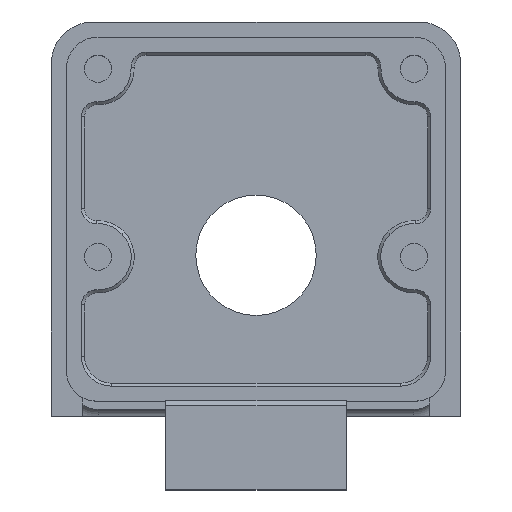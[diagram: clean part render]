
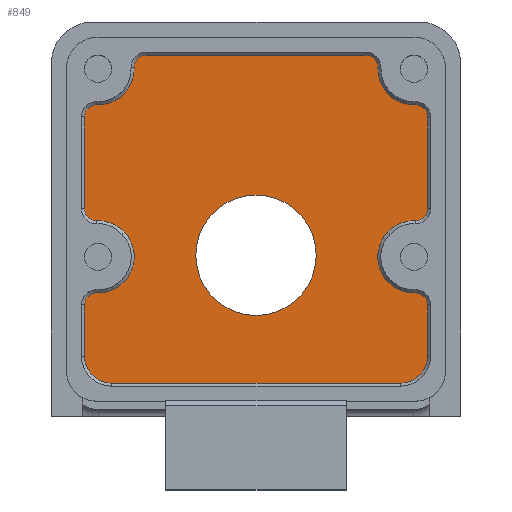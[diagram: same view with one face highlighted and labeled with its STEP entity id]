
A CAD part, top view. The second image highlights one B-rep face of the part: STEP entity #849.
In plain terms, the highlighted planar face has unit normal (0, 0, 1).
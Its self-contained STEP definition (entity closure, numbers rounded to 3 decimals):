
#353 = VERTEX_POINT('',#354);
#354 = CARTESIAN_POINT('',(9.,42.1,9.5));
#360 = EDGE_CURVE('',#353,#353,#361,.T.);
#361 = CIRCLE('',#362,4.);
#362 = AXIS2_PLACEMENT_3D('',#363,#364,#365);
#363 = CARTESIAN_POINT('',(5.,42.1,9.5));
#364 = DIRECTION('',(0.,0.,1.));
#365 = DIRECTION('',(1.,0.,0.));
#849 = ADVANCED_FACE('',(#850,#1026),#1029,.F.);
#850 = FACE_BOUND('',#851,.F.);
#851 = EDGE_LOOP('',(#852,#862,#871,#880,#889,#897,#906,#915,#924,#932,
    #941,#950,#959,#967,#976,#984,#993,#1001,#1010,#1019));
#852 = ORIENTED_EDGE('',*,*,#853,.T.);
#853 = EDGE_CURVE('',#854,#856,#858,.T.);
#854 = VERTEX_POINT('',#855);
#855 = CARTESIAN_POINT('',(-6.4,45.198,9.5));
#856 = VERTEX_POINT('',#857);
#857 = CARTESIAN_POINT('',(-6.4,51.302,9.5));
#858 = LINE('',#859,#860);
#859 = CARTESIAN_POINT('',(-6.4,45.198,9.5));
#860 = VECTOR('',#861,1.);
#861 = DIRECTION('',(0.,1.,0.));
#862 = ORIENTED_EDGE('',*,*,#863,.T.);
#863 = EDGE_CURVE('',#856,#864,#866,.T.);
#864 = VERTEX_POINT('',#865);
#865 = CARTESIAN_POINT('',(-5.575,52.101,9.5));
#866 = CIRCLE('',#867,0.8);
#867 = AXIS2_PLACEMENT_3D('',#868,#869,#870);
#868 = CARTESIAN_POINT('',(-5.6,51.302,9.5));
#869 = DIRECTION('',(0.,0.,-1.));
#870 = DIRECTION('',(-1.,0.,0.));
#871 = ORIENTED_EDGE('',*,*,#872,.T.);
#872 = EDGE_CURVE('',#864,#873,#875,.T.);
#873 = VERTEX_POINT('',#874);
#874 = CARTESIAN_POINT('',(-3.101,54.575,9.5));
#875 = CIRCLE('',#876,2.4);
#876 = AXIS2_PLACEMENT_3D('',#877,#878,#879);
#877 = CARTESIAN_POINT('',(-5.5,54.5,9.5));
#878 = DIRECTION('',(-0.,0.,1.));
#879 = DIRECTION('',(-0.031,-1.,-0.));
#880 = ORIENTED_EDGE('',*,*,#881,.T.);
#881 = EDGE_CURVE('',#873,#882,#884,.T.);
#882 = VERTEX_POINT('',#883);
#883 = CARTESIAN_POINT('',(-2.302,55.4,9.5));
#884 = CIRCLE('',#885,0.8);
#885 = AXIS2_PLACEMENT_3D('',#886,#887,#888);
#886 = CARTESIAN_POINT('',(-2.302,54.6,9.5));
#887 = DIRECTION('',(0.,0.,-1.));
#888 = DIRECTION('',(-1.,-0.031,-0.));
#889 = ORIENTED_EDGE('',*,*,#890,.T.);
#890 = EDGE_CURVE('',#882,#891,#893,.T.);
#891 = VERTEX_POINT('',#892);
#892 = CARTESIAN_POINT('',(12.302,55.4,9.5));
#893 = LINE('',#894,#895);
#894 = CARTESIAN_POINT('',(-2.302,55.4,9.5));
#895 = VECTOR('',#896,1.);
#896 = DIRECTION('',(1.,0.,0.));
#897 = ORIENTED_EDGE('',*,*,#898,.T.);
#898 = EDGE_CURVE('',#891,#899,#901,.T.);
#899 = VERTEX_POINT('',#900);
#900 = CARTESIAN_POINT('',(13.101,54.575,9.5));
#901 = CIRCLE('',#902,0.8);
#902 = AXIS2_PLACEMENT_3D('',#903,#904,#905);
#903 = CARTESIAN_POINT('',(12.302,54.6,9.5));
#904 = DIRECTION('',(0.,0.,-1.));
#905 = DIRECTION('',(0.,1.,0.));
#906 = ORIENTED_EDGE('',*,*,#907,.T.);
#907 = EDGE_CURVE('',#899,#908,#910,.T.);
#908 = VERTEX_POINT('',#909);
#909 = CARTESIAN_POINT('',(15.575,52.101,9.5));
#910 = CIRCLE('',#911,2.4);
#911 = AXIS2_PLACEMENT_3D('',#912,#913,#914);
#912 = CARTESIAN_POINT('',(15.5,54.5,9.5));
#913 = DIRECTION('',(0.,-0.,1.));
#914 = DIRECTION('',(-1.,0.031,0.));
#915 = ORIENTED_EDGE('',*,*,#916,.T.);
#916 = EDGE_CURVE('',#908,#917,#919,.T.);
#917 = VERTEX_POINT('',#918);
#918 = CARTESIAN_POINT('',(16.4,51.302,9.5));
#919 = CIRCLE('',#920,0.8);
#920 = AXIS2_PLACEMENT_3D('',#921,#922,#923);
#921 = CARTESIAN_POINT('',(15.6,51.302,9.5));
#922 = DIRECTION('',(0.,0.,-1.));
#923 = DIRECTION('',(-0.031,1.,0.));
#924 = ORIENTED_EDGE('',*,*,#925,.T.);
#925 = EDGE_CURVE('',#917,#926,#928,.T.);
#926 = VERTEX_POINT('',#927);
#927 = CARTESIAN_POINT('',(16.4,45.198,9.5));
#928 = LINE('',#929,#930);
#929 = CARTESIAN_POINT('',(16.4,51.302,9.5));
#930 = VECTOR('',#931,1.);
#931 = DIRECTION('',(0.,-1.,0.));
#932 = ORIENTED_EDGE('',*,*,#933,.T.);
#933 = EDGE_CURVE('',#926,#934,#936,.T.);
#934 = VERTEX_POINT('',#935);
#935 = CARTESIAN_POINT('',(15.575,44.399,9.5));
#936 = CIRCLE('',#937,0.8);
#937 = AXIS2_PLACEMENT_3D('',#938,#939,#940);
#938 = CARTESIAN_POINT('',(15.6,45.198,9.5));
#939 = DIRECTION('',(0.,0.,-1.));
#940 = DIRECTION('',(1.,0.,0.));
#941 = ORIENTED_EDGE('',*,*,#942,.T.);
#942 = EDGE_CURVE('',#934,#943,#945,.T.);
#943 = VERTEX_POINT('',#944);
#944 = CARTESIAN_POINT('',(15.575,39.601,9.5));
#945 = CIRCLE('',#946,2.4);
#946 = AXIS2_PLACEMENT_3D('',#947,#948,#949);
#947 = CARTESIAN_POINT('',(15.5,42.,9.5));
#948 = DIRECTION('',(0.,-0.,1.));
#949 = DIRECTION('',(0.031,1.,0.));
#950 = ORIENTED_EDGE('',*,*,#951,.T.);
#951 = EDGE_CURVE('',#943,#952,#954,.T.);
#952 = VERTEX_POINT('',#953);
#953 = CARTESIAN_POINT('',(16.4,38.802,9.5));
#954 = CIRCLE('',#955,0.8);
#955 = AXIS2_PLACEMENT_3D('',#956,#957,#958);
#956 = CARTESIAN_POINT('',(15.6,38.802,9.5));
#957 = DIRECTION('',(0.,0.,-1.));
#958 = DIRECTION('',(-0.031,1.,0.));
#959 = ORIENTED_EDGE('',*,*,#960,.T.);
#960 = EDGE_CURVE('',#952,#961,#963,.T.);
#961 = VERTEX_POINT('',#962);
#962 = CARTESIAN_POINT('',(16.4,35.4,9.5));
#963 = LINE('',#964,#965);
#964 = CARTESIAN_POINT('',(16.4,38.802,9.5));
#965 = VECTOR('',#966,1.);
#966 = DIRECTION('',(0.,-1.,0.));
#967 = ORIENTED_EDGE('',*,*,#968,.T.);
#968 = EDGE_CURVE('',#961,#969,#971,.T.);
#969 = VERTEX_POINT('',#970);
#970 = CARTESIAN_POINT('',(14.6,33.6,9.5));
#971 = CIRCLE('',#972,1.8);
#972 = AXIS2_PLACEMENT_3D('',#973,#974,#975);
#973 = CARTESIAN_POINT('',(14.6,35.4,9.5));
#974 = DIRECTION('',(0.,0.,-1.));
#975 = DIRECTION('',(1.,0.,0.));
#976 = ORIENTED_EDGE('',*,*,#977,.T.);
#977 = EDGE_CURVE('',#969,#978,#980,.T.);
#978 = VERTEX_POINT('',#979);
#979 = CARTESIAN_POINT('',(-4.6,33.6,9.5));
#980 = LINE('',#981,#982);
#981 = CARTESIAN_POINT('',(14.6,33.6,9.5));
#982 = VECTOR('',#983,1.);
#983 = DIRECTION('',(-1.,0.,0.));
#984 = ORIENTED_EDGE('',*,*,#985,.T.);
#985 = EDGE_CURVE('',#978,#986,#988,.T.);
#986 = VERTEX_POINT('',#987);
#987 = CARTESIAN_POINT('',(-6.4,35.4,9.5));
#988 = CIRCLE('',#989,1.8);
#989 = AXIS2_PLACEMENT_3D('',#990,#991,#992);
#990 = CARTESIAN_POINT('',(-4.6,35.4,9.5));
#991 = DIRECTION('',(0.,0.,-1.));
#992 = DIRECTION('',(0.,-1.,0.));
#993 = ORIENTED_EDGE('',*,*,#994,.T.);
#994 = EDGE_CURVE('',#986,#995,#997,.T.);
#995 = VERTEX_POINT('',#996);
#996 = CARTESIAN_POINT('',(-6.4,38.802,9.5));
#997 = LINE('',#998,#999);
#998 = CARTESIAN_POINT('',(-6.4,35.4,9.5));
#999 = VECTOR('',#1000,1.);
#1000 = DIRECTION('',(0.,1.,0.));
#1001 = ORIENTED_EDGE('',*,*,#1002,.T.);
#1002 = EDGE_CURVE('',#995,#1003,#1005,.T.);
#1003 = VERTEX_POINT('',#1004);
#1004 = CARTESIAN_POINT('',(-5.575,39.601,9.5));
#1005 = CIRCLE('',#1006,0.8);
#1006 = AXIS2_PLACEMENT_3D('',#1007,#1008,#1009);
#1007 = CARTESIAN_POINT('',(-5.6,38.802,9.5));
#1008 = DIRECTION('',(0.,0.,-1.));
#1009 = DIRECTION('',(-1.,0.,0.));
#1010 = ORIENTED_EDGE('',*,*,#1011,.T.);
#1011 = EDGE_CURVE('',#1003,#1012,#1014,.T.);
#1012 = VERTEX_POINT('',#1013);
#1013 = CARTESIAN_POINT('',(-5.575,44.399,9.5));
#1014 = CIRCLE('',#1015,2.4);
#1015 = AXIS2_PLACEMENT_3D('',#1016,#1017,#1018);
#1016 = CARTESIAN_POINT('',(-5.5,42.,9.5));
#1017 = DIRECTION('',(-0.,0.,1.));
#1018 = DIRECTION('',(-0.031,-1.,-0.));
#1019 = ORIENTED_EDGE('',*,*,#1020,.T.);
#1020 = EDGE_CURVE('',#1012,#854,#1021,.T.);
#1021 = CIRCLE('',#1022,0.8);
#1022 = AXIS2_PLACEMENT_3D('',#1023,#1024,#1025);
#1023 = CARTESIAN_POINT('',(-5.6,45.198,9.5));
#1024 = DIRECTION('',(0.,0.,-1.));
#1025 = DIRECTION('',(0.031,-1.,0.));
#1026 = FACE_BOUND('',#1027,.F.);
#1027 = EDGE_LOOP('',(#1028));
#1028 = ORIENTED_EDGE('',*,*,#360,.T.);
#1029 = PLANE('',#1030);
#1030 = AXIS2_PLACEMENT_3D('',#1031,#1032,#1033);
#1031 = CARTESIAN_POINT('',(5.,44.5,9.5));
#1032 = DIRECTION('',(-0.,-0.,-1.));
#1033 = DIRECTION('',(-1.,0.,0.));
